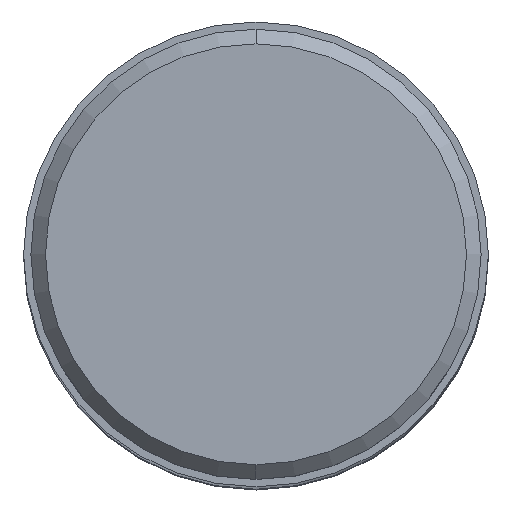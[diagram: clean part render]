
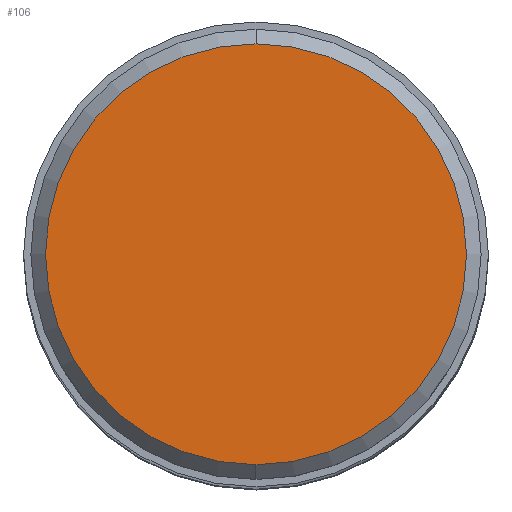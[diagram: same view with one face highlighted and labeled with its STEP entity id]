
A CAD part, top view. The second image highlights one B-rep face of the part: STEP entity #106.
In plain terms, the highlighted planar face has unit normal (0, 0, 1).
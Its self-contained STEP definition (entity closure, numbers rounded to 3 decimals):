
#67=PLANE('',#1170);
#106=ADVANCED_FACE('',(#191),#67,.F.);
#191=FACE_OUTER_BOUND('',#251,.T.);
#251=EDGE_LOOP('',(#400,#401,#402,#403));
#400=ORIENTED_EDGE('',*,*,#694,.T.);
#401=ORIENTED_EDGE('',*,*,#695,.T.);
#402=ORIENTED_EDGE('',*,*,#696,.T.);
#403=ORIENTED_EDGE('',*,*,#697,.T.);
#588=VERTEX_POINT('',#1806);
#589=VERTEX_POINT('',#1807);
#590=VERTEX_POINT('',#1809);
#591=VERTEX_POINT('',#1811);
#694=EDGE_CURVE('',#588,#589,#835,.T.);
#695=EDGE_CURVE('',#589,#590,#836,.T.);
#696=EDGE_CURVE('',#590,#591,#837,.T.);
#697=EDGE_CURVE('',#591,#588,#838,.T.);
#835=CIRCLE('',#1166,14.375);
#836=CIRCLE('',#1167,14.375);
#837=CIRCLE('',#1168,14.375);
#838=CIRCLE('',#1169,14.375);
#1166=AXIS2_PLACEMENT_3D('',#1805,#1467,#1468);
#1167=AXIS2_PLACEMENT_3D('',#1808,#1469,#1470);
#1168=AXIS2_PLACEMENT_3D('',#1810,#1471,#1472);
#1169=AXIS2_PLACEMENT_3D('',#1812,#1473,#1474);
#1170=AXIS2_PLACEMENT_3D('',#1813,#1475,#1476);
#1467=DIRECTION('',(0.,0.,1.));
#1468=DIRECTION('',(1.,0.,0.));
#1469=DIRECTION('',(0.,0.,1.));
#1470=DIRECTION('',(0.,1.,0.));
#1471=DIRECTION('',(0.,0.,1.));
#1472=DIRECTION('',(-1.,0.,0.));
#1473=DIRECTION('',(0.,0.,1.));
#1474=DIRECTION('',(0.,-1.,0.));
#1475=DIRECTION('',(0.,0.,-1.));
#1476=DIRECTION('',(1.,0.,0.));
#1805=CARTESIAN_POINT('',(0.,0.,42.863));
#1806=CARTESIAN_POINT('',(14.375,0.,42.863));
#1807=CARTESIAN_POINT('',(0.,14.375,42.863));
#1808=CARTESIAN_POINT('',(0.,0.,42.863));
#1809=CARTESIAN_POINT('',(-14.375,0.,42.863));
#1810=CARTESIAN_POINT('',(0.,0.,42.863));
#1811=CARTESIAN_POINT('',(0.,-14.375,42.863));
#1812=CARTESIAN_POINT('',(0.,0.,42.863));
#1813=CARTESIAN_POINT('',(0.,0.,42.863));
